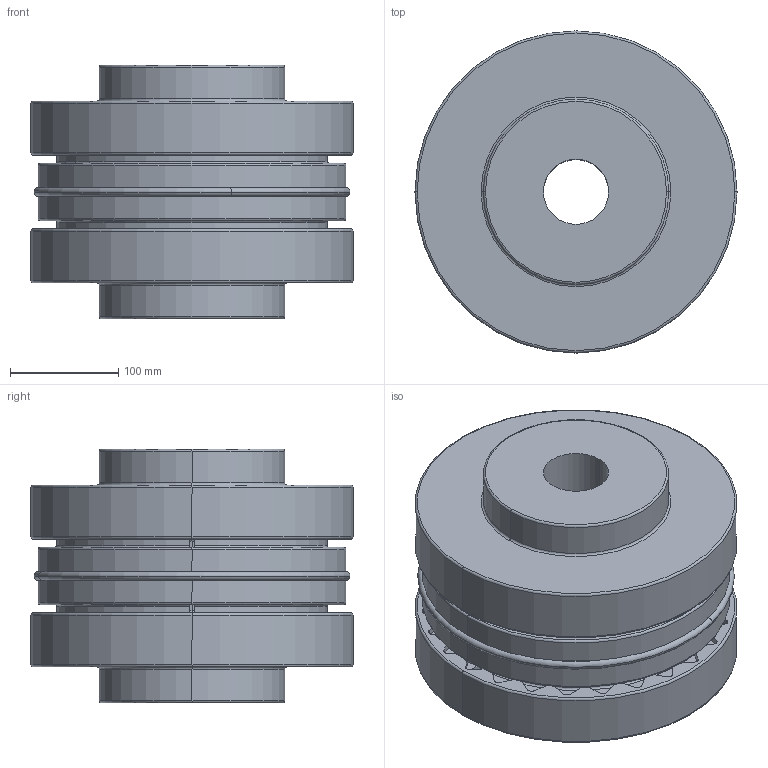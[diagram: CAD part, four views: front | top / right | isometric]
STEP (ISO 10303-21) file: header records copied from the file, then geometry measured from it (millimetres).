
FILE_DESCRIPTION((''),'2;1');
FILE_NAME('SF-13S-13E_ASM','2013-04-03T',('ppetruska'),(''),'PRO/ENGINEER BY PARAMETRIC TECHNOLOGY CORPORATION, 2012480','PRO/ENGINEER BY PARAMETRIC TECHNOLOGY CORPORATION, 2012480','');
FILE_SCHEMA(('CONFIG_CONTROL_DESIGN'));
Length unit declared in the file: millimetre
Products named in the file (4): 13-RING; 13S-FLANGE; 13E-SLEEVE; SF-13S-13E_ASM
Assembly tree (4 placements, depth 2):
  SF-13S-13E_ASM
    13-RING
    13S-FLANGE  x2
    13E-SLEEVE
Bounding box: 298 x 298 x 234.9 mm (x, y, z)
Volume: 11012479.9 mm3; surface area: 1022261.3 mm2
Topology: 4 solids, 4 shells, 1284 faces, 3798 edges, 2520 vertices
Faces by surface type: cylinder 846, plane 394, torus 44
Entity records: 32525 total; most frequent: CARTESIAN_POINT 6635, DIRECTION 5786, ORIENTED_EDGE 5448, EDGE_CURVE 2724, AXIS2_PLACEMENT_3D 2174, VERTEX_POINT 1808, VECTOR 1438, LINE 1438
